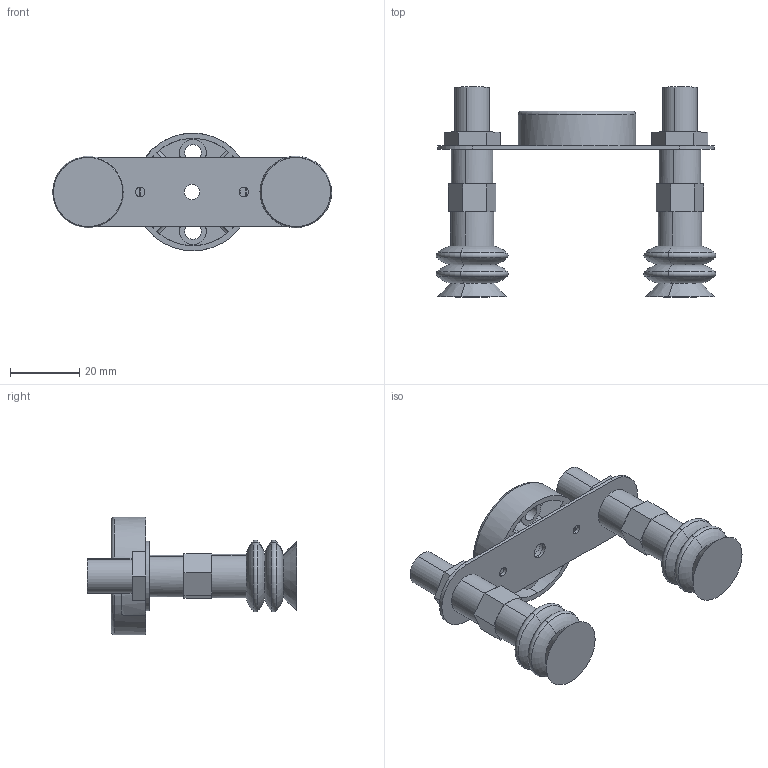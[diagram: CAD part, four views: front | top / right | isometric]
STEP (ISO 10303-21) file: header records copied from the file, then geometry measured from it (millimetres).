
FILE_DESCRIPTION (( 'STEP AP214' ), '1' );
FILE_NAME ('邧芛柲掙.STEP', '2023-05-17T01:40:52', ( '' ), ( '' ), 'SwSTEP 2.0', 'SolidWorks 2018', '' );
FILE_SCHEMA (( 'AUTOMOTIVE_DESIGN' ));
Length unit declared in the file: millimetre
Products named in the file (1): 邧芛柲掙
Bounding box: 80.75 x 60.65 x 34 mm (x, y, z)
Volume: 23765.3 mm3; surface area: 14335.4 mm2
Topology: 1 solids, 1 shells, 239 faces, 587 edges, 356 vertices
Faces by surface type: plane 102, cylinder 81, torus 36, sphere 16, cone 4
Entity records: 10020 total; most frequent: CARTESIAN_POINT 1473, DIRECTION 1363, ORIENTED_EDGE 1174, EDGE_CURVE 587, AXIS2_PLACEMENT_3D 554, VERTEX_POINT 356, CIRCLE 314, EDGE_LOOP 263
